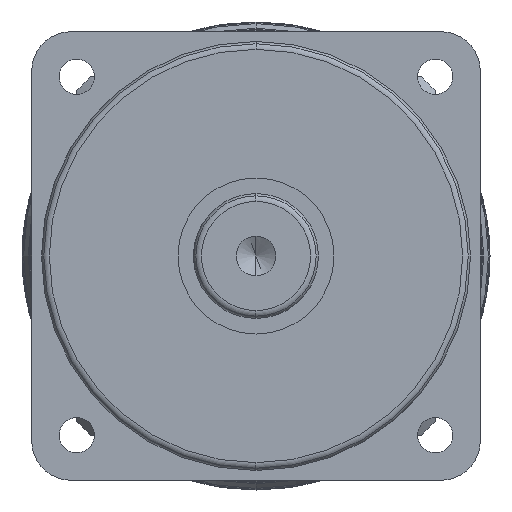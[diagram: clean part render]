
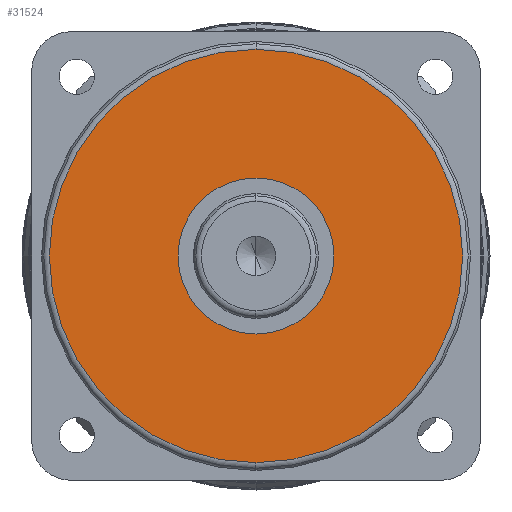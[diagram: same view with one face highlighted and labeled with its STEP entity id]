
A CAD part, left-side view. The second image highlights one B-rep face of the part: STEP entity #31524.
In plain terms, the highlighted planar face has unit normal (-1, 0, 0).
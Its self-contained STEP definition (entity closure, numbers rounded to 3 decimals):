
#10191=CARTESIAN_POINT('',(-22.,0.,0.));
#10192=DIRECTION('',(-1.,0.,0.));
#10193=DIRECTION('',(0.,0.,1.));
#10194=AXIS2_PLACEMENT_3D('',#10191,#10192,#10193);
#10196=CARTESIAN_POINT('',(-22.,0.,0.));
#10197=DIRECTION('',(-1.,0.,0.));
#10198=DIRECTION('',(0.,0.,-1.));
#10199=AXIS2_PLACEMENT_3D('',#10196,#10197,#10198);
#10201=CARTESIAN_POINT('',(-22.,0.,0.));
#10202=DIRECTION('',(1.,0.,0.));
#10203=DIRECTION('',(0.,0.,1.));
#10204=AXIS2_PLACEMENT_3D('',#10201,#10202,#10203);
#10206=CARTESIAN_POINT('',(-22.,0.,0.));
#10207=DIRECTION('',(1.,0.,0.));
#10208=DIRECTION('',(0.,0.,-1.));
#10209=AXIS2_PLACEMENT_3D('',#10206,#10207,#10208);
#11789=CARTESIAN_POINT('',(-22.,0.,-53.));
#11790=VERTEX_POINT('',#11789);
#11791=CARTESIAN_POINT('',(-22.,0.,53.));
#11792=VERTEX_POINT('',#11791);
#11854=CARTESIAN_POINT('',(-22.,0.,-20.));
#11856=VERTEX_POINT('',#11854);
#11858=CARTESIAN_POINT('',(-22.,0.,20.));
#11860=VERTEX_POINT('',#11858);
#31508=CARTESIAN_POINT('',(-22.,0.,0.));
#31509=DIRECTION('',(-1.,0.,0.));
#31510=DIRECTION('',(0.,0.,1.));
#31511=AXIS2_PLACEMENT_3D('',#31508,#31509,#31510);
#31512=PLANE('',#31511);
#31513=ORIENTED_EDGE('',*,*,#31498,.F.);
#31515=ORIENTED_EDGE('',*,*,#31514,.F.);
#31516=EDGE_LOOP('',(#31513,#31515));
#31517=FACE_OUTER_BOUND('',#31516,.F.);
#31519=ORIENTED_EDGE('',*,*,#31518,.F.);
#31521=ORIENTED_EDGE('',*,*,#31520,.F.);
#31522=EDGE_LOOP('',(#31519,#31521));
#31523=FACE_BOUND('',#31522,.F.);
#31524=ADVANCED_FACE('',(#31517,#31523),#31512,.T.);
#10195=CIRCLE('',#10194,53.);
#10200=CIRCLE('',#10199,53.);
#10205=CIRCLE('',#10204,20.);
#10210=CIRCLE('',#10209,20.);
#31498=EDGE_CURVE('',#11792,#11790,#10195,.T.);
#31514=EDGE_CURVE('',#11790,#11792,#10200,.T.);
#31518=EDGE_CURVE('',#11860,#11856,#10205,.T.);
#31520=EDGE_CURVE('',#11856,#11860,#10210,.T.);
